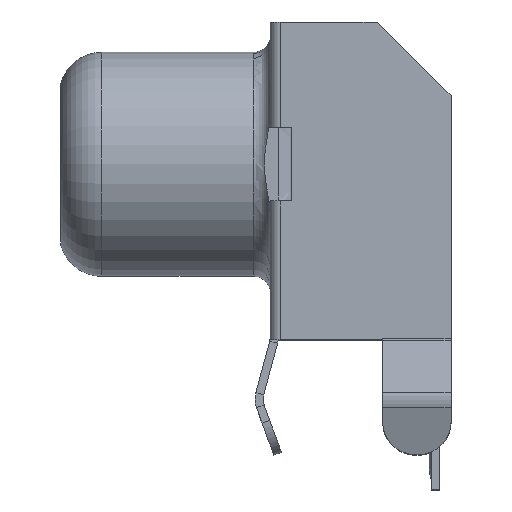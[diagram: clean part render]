
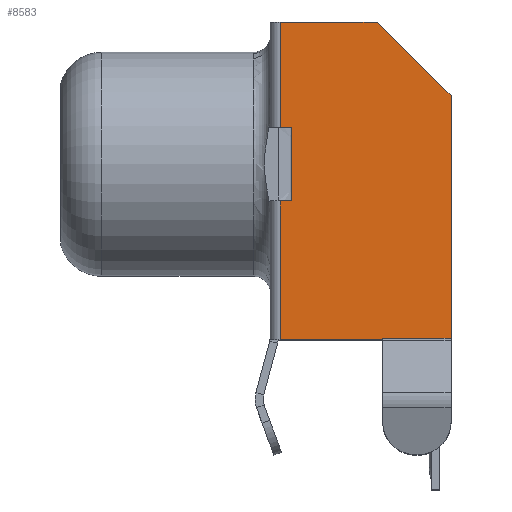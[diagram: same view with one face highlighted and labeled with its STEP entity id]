
A CAD part, top view. The second image highlights one B-rep face of the part: STEP entity #8583.
In plain terms, the highlighted planar face has unit normal (0, 0, 1).
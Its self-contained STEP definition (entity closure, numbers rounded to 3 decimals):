
#4087 = CARTESIAN_POINT ( 'NONE',  ( 3.392, -2.352, 5.043 ) ) ;
#4088 = DIRECTION ( 'NONE',  ( -1., 0., 0. ) ) ;
#4089 = VECTOR ( 'NONE', #4088, 1000. ) ;
#4090 = CARTESIAN_POINT ( 'NONE',  ( -0.418, -2.352, 5.043 ) ) ;
#4152 = LINE ( 'NONE', #4090, #4089 ) ;
#4255 = DIRECTION ( 'NONE',  ( 1., 0., 0. ) ) ;
#4256 = VECTOR ( 'NONE', #4255, 1000. ) ;
#4257 = CARTESIAN_POINT ( 'NONE',  ( -0.418, -2.403, 5.043 ) ) ;
#4258 = LINE ( 'NONE', #4257, #4256 ) ;
#4275 = CARTESIAN_POINT ( 'NONE',  ( -0.418, -2.403, 5.043 ) ) ;
#4291 = AXIS2_PLACEMENT_3D ( 'NONE', #4349, #4348, #4347 ) ;
#4292 = PLANE ( 'NONE',  #4291 ) ;
#4347 = DIRECTION ( 'NONE',  ( -1., 0., 0. ) ) ;
#4348 = DIRECTION ( 'NONE',  ( 0., 0., -1. ) ) ;
#4349 = CARTESIAN_POINT ( 'NONE',  ( -0.418, 9.408, 5.043 ) ) ;
#4353 = CARTESIAN_POINT ( 'NONE',  ( 3.184, 9.408, 5.043 ) ) ;
#4354 = CARTESIAN_POINT ( 'NONE',  ( 0.013, 2.753, 5.043 ) ) ;
#4355 = CARTESIAN_POINT ( 'NONE',  ( -0.418, 5.497, 5.043 ) ) ;
#4361 = CARTESIAN_POINT ( 'NONE',  ( 3.392, -2.403, 5.043 ) ) ;
#4362 = DIRECTION ( 'NONE',  ( 0., -1., 0. ) ) ;
#4363 = VECTOR ( 'NONE', #4362, 1000. ) ;
#4364 = CARTESIAN_POINT ( 'NONE',  ( -0.418, 9.408, 5.043 ) ) ;
#4365 = LINE ( 'NONE', #4364, #4363 ) ;
#4366 = DIRECTION ( 'NONE',  ( 0., -1., 0. ) ) ;
#4367 = VECTOR ( 'NONE', #4366, 1000. ) ;
#4368 = CARTESIAN_POINT ( 'NONE',  ( -0.418, 9.408, 5.043 ) ) ;
#4369 = LINE ( 'NONE', #4368, #4367 ) ;
#4374 = CARTESIAN_POINT ( 'NONE',  ( 5.932, -2.352, 5.043 ) ) ;
#4400 = FACE_OUTER_BOUND ( 'NONE', #8595, .T. ) ;
#4433 = DIRECTION ( 'NONE',  ( 1., 0., 0. ) ) ;
#4434 = VECTOR ( 'NONE', #4433, 1000. ) ;
#4435 = CARTESIAN_POINT ( 'NONE',  ( -0.418, 9.408, 5.043 ) ) ;
#4436 = LINE ( 'NONE', #4435, #4434 ) ;
#4497 = CARTESIAN_POINT ( 'NONE',  ( -0.418, 2.753, 5.043 ) ) ;
#4503 = CARTESIAN_POINT ( 'NONE',  ( -0.418, 9.408, 5.043 ) ) ;
#4519 = CARTESIAN_POINT ( 'NONE',  ( 5.932, 6.66, 5.043 ) ) ;
#4520 = DIRECTION ( 'NONE',  ( 0.707, -0.707, 0. ) ) ;
#4521 = VECTOR ( 'NONE', #4520, 1000. ) ;
#4522 = CARTESIAN_POINT ( 'NONE',  ( 1.383, 11.209, 5.043 ) ) ;
#4523 = LINE ( 'NONE', #4522, #4521 ) ;
#4551 = DIRECTION ( 'NONE',  ( 0., 1., 0. ) ) ;
#4552 = VECTOR ( 'NONE', #4551, 1000. ) ;
#4553 = CARTESIAN_POINT ( 'NONE',  ( 0.013, 9.408, 5.043 ) ) ;
#4554 = LINE ( 'NONE', #4553, #4552 ) ;
#4637 = CARTESIAN_POINT ( 'NONE',  ( 0.013, 5.497, 5.043 ) ) ;
#4638 = DIRECTION ( 'NONE',  ( -1., 0., 0. ) ) ;
#4639 = VECTOR ( 'NONE', #4638, 1000. ) ;
#4640 = CARTESIAN_POINT ( 'NONE',  ( -0.418, 5.497, 5.043 ) ) ;
#4641 = LINE ( 'NONE', #4640, #4639 ) ;
#4663 = DIRECTION ( 'NONE',  ( 1., 0., 0. ) ) ;
#4666 = DIRECTION ( 'NONE',  ( 0., -1., 0. ) ) ;
#4683 = CARTESIAN_POINT ( 'NONE',  ( -0.418, 2.753, 5.043 ) ) ;
#4686 = LINE ( 'NONE', #4683, #4690 ) ;
#4687 = VECTOR ( 'NONE', #4666, 1000. ) ;
#4689 = LINE ( 'NONE', #4692, #4687 ) ;
#4690 = VECTOR ( 'NONE', #4663, 1000. ) ;
#4692 = CARTESIAN_POINT ( 'NONE',  ( 5.932, 9.408, 5.043 ) ) ;
#4871 = DIRECTION ( 'NONE',  ( 0., -1., 0. ) ) ;
#4872 = VECTOR ( 'NONE', #4871, 1000. ) ;
#4873 = CARTESIAN_POINT ( 'NONE',  ( 3.392, 9.408, 5.043 ) ) ;
#4874 = LINE ( 'NONE', #4873, #4872 ) ;
#8500 = EDGE_CURVE ( 'NONE', #8574, #8501, #4152, .T. ) ;
#8501 = VERTEX_POINT ( 'NONE', #4087 ) ;
#8502 = ORIENTED_EDGE ( 'NONE', *, *, #8720, .F. ) ;
#8573 = ORIENTED_EDGE ( 'NONE', *, *, #8500, .F. ) ;
#8574 = VERTEX_POINT ( 'NONE', #4374 ) ;
#8583 = ADVANCED_FACE ( 'NONE', ( #4400 ), #4292, .F. ) ;
#8595 = EDGE_LOOP ( 'NONE', ( #8573, #8502, #8740, #8637, #8640, #8722, #8627, #8683, #8741, #8620, #8617 ) ) ;
#8600 = VERTEX_POINT ( 'NONE', #4275 ) ;
#8604 = EDGE_CURVE ( 'NONE', #8647, #8626, #4436, .T. ) ;
#8616 = EDGE_CURVE ( 'NONE', #8600, #8621, #4258, .T. ) ;
#8617 = ORIENTED_EDGE ( 'NONE', *, *, #8742, .F. ) ;
#8618 = EDGE_CURVE ( 'NONE', #8647, #8624, #4369, .T. ) ;
#8619 = EDGE_CURVE ( 'NONE', #8638, #8600, #4365, .T. ) ;
#8620 = ORIENTED_EDGE ( 'NONE', *, *, #8616, .T. ) ;
#8621 = VERTEX_POINT ( 'NONE', #4361 ) ;
#8624 = VERTEX_POINT ( 'NONE', #4355 ) ;
#8625 = VERTEX_POINT ( 'NONE', #4354 ) ;
#8626 = VERTEX_POINT ( 'NONE', #4353 ) ;
#8627 = ORIENTED_EDGE ( 'NONE', *, *, #8684, .F. ) ;
#8637 = ORIENTED_EDGE ( 'NONE', *, *, #8604, .F. ) ;
#8638 = VERTEX_POINT ( 'NONE', #4497 ) ;
#8640 = ORIENTED_EDGE ( 'NONE', *, *, #8618, .T. ) ;
#8647 = VERTEX_POINT ( 'NONE', #4503 ) ;
#8650 = EDGE_CURVE ( 'NONE', #8651, #8624, #4641, .T. ) ;
#8651 = VERTEX_POINT ( 'NONE', #4637 ) ;
#8683 = ORIENTED_EDGE ( 'NONE', *, *, #8719, .F. ) ;
#8684 = EDGE_CURVE ( 'NONE', #8625, #8651, #4554, .T. ) ;
#8709 = EDGE_CURVE ( 'NONE', #8626, #8710, #4523, .T. ) ;
#8710 = VERTEX_POINT ( 'NONE', #4519 ) ;
#8719 = EDGE_CURVE ( 'NONE', #8638, #8625, #4686, .T. ) ;
#8720 = EDGE_CURVE ( 'NONE', #8710, #8574, #4689, .T. ) ;
#8722 = ORIENTED_EDGE ( 'NONE', *, *, #8650, .F. ) ;
#8740 = ORIENTED_EDGE ( 'NONE', *, *, #8709, .F. ) ;
#8741 = ORIENTED_EDGE ( 'NONE', *, *, #8619, .T. ) ;
#8742 = EDGE_CURVE ( 'NONE', #8501, #8621, #4874, .T. ) ;
